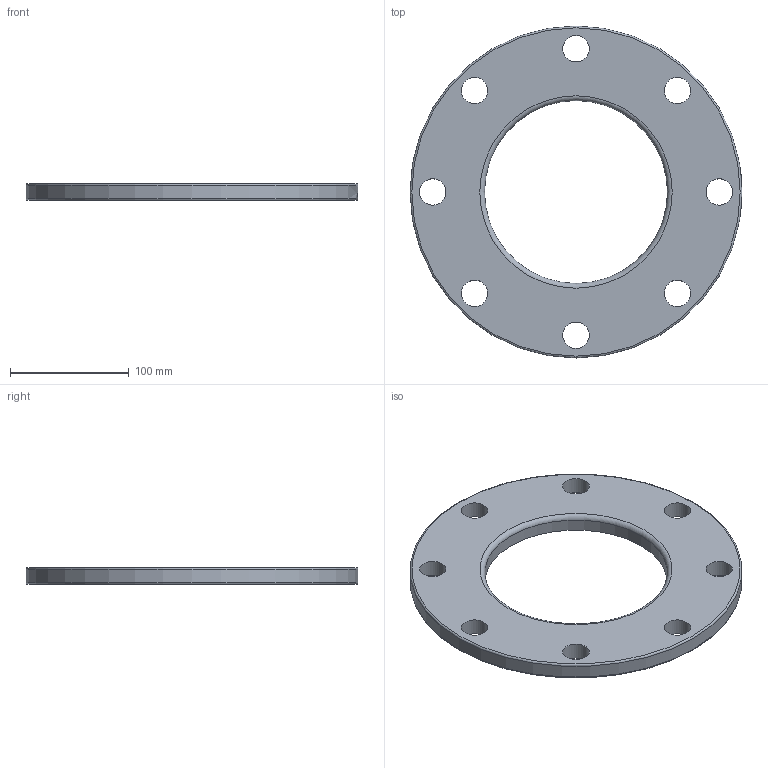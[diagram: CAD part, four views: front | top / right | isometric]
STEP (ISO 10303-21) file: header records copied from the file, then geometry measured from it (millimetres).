
FILE_DESCRIPTION(/* description */ (''),/* implementation_level */ '2;1');
FILE_NAME(/* name */ '38SL-6.stp',/* time_stamp */ '2018-11-20T11:24:29-05:00',/* author */ ('ken'),/* organization */ (''),/* preprocessor_version */ 'ST-DEVELOPER v15.2',/* originating_system */ 'Autodesk Inventor 2014',/* authorisation */ '');
FILE_SCHEMA (('AUTOMOTIVE_DESIGN { 1 0 10303 214 3 1 1 }'));
Length unit declared in the file: inch
Products named in the file (1): 38SL-6
Bounding box: 279.4 x 279.4 x 14.3 mm (x, y, z)
Volume: 563497.3 mm3; surface area: 104685.5 mm2
Topology: 1 solids, 1 shells, 345 faces, 936 edges, 623 vertices
Faces by surface type: bspline 192, plane 108, cylinder 42, torus 3
Full cylindrical faces by diameter (mm): 22.225 x8, 154 x1, 279.4 x1
Entity records: 14619 total; most frequent: CARTESIAN_POINT 7113, ORIENTED_EDGE 1834, DIRECTION 976, EDGE_CURVE 917, VERTEX_POINT 619, EDGE_LOOP 406, LINE 396, VECTOR 396
